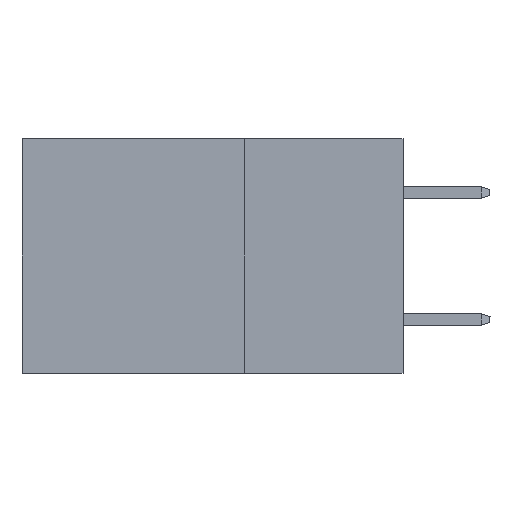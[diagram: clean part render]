
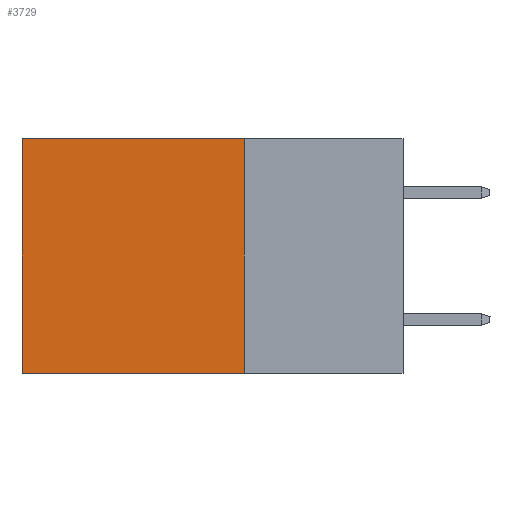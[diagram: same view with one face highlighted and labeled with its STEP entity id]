
A CAD part, left-side view. The second image highlights one B-rep face of the part: STEP entity #3729.
In plain terms, the highlighted planar face has unit normal (-1, 0, 0).
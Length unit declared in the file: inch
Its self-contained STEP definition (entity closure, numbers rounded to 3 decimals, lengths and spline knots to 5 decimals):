
#521 = VECTOR ( 'NONE', #17445, 39.37008 ) ;
#1577 = VERTEX_POINT ( 'NONE', #1685 ) ;
#1685 = CARTESIAN_POINT ( 'NONE',  ( 0.2875, 0.6, 0. ) ) ;
#2547 = CARTESIAN_POINT ( 'NONE',  ( 0.2875, 0.6, -0.37 ) ) ;
#3067 = DIRECTION ( 'NONE',  ( 0., 1., 0. ) ) ;
#3729 = ADVANCED_FACE ( 'NONE', ( #6362 ), #23059, .F. ) ;
#4318 = DIRECTION ( 'NONE',  ( 0., 0., -1. ) ) ;
#4517 = CARTESIAN_POINT ( 'NONE',  ( 0.2875, 0.25, 0. ) ) ;
#5801 = DIRECTION ( 'NONE',  ( 1., 0., 0. ) ) ;
#5935 = ORIENTED_EDGE ( 'NONE', *, *, #24640, .T. ) ;
#6362 = FACE_OUTER_BOUND ( 'NONE', #24284, .T. ) ;
#6370 = VECTOR ( 'NONE', #4318, 39.37008 ) ;
#8022 = VECTOR ( 'NONE', #3067, 39.37008 ) ;
#8942 = CARTESIAN_POINT ( 'NONE',  ( 0.2875, 0.25, 0. ) ) ;
#10298 = LINE ( 'NONE', #33478, #27431 ) ;
#11492 = CARTESIAN_POINT ( 'NONE',  ( 0.2875, 0.25, 0. ) ) ;
#11605 = ORIENTED_EDGE ( 'NONE', *, *, #14695, .T. ) ;
#11939 = CARTESIAN_POINT ( 'NONE',  ( 0.2875, 0.6, 0. ) ) ;
#13347 = DIRECTION ( 'NONE',  ( 0., 1., 0. ) ) ;
#14695 = EDGE_CURVE ( 'NONE', #1577, #27088, #31897, .T. ) ;
#16167 = VERTEX_POINT ( 'NONE', #27877 ) ;
#17445 = DIRECTION ( 'NONE',  ( 0., 0., -1. ) ) ;
#17932 = DIRECTION ( 'NONE',  ( 0., 0., -1. ) ) ;
#19855 = ORIENTED_EDGE ( 'NONE', *, *, #20712, .F. ) ;
#20712 = EDGE_CURVE ( 'NONE', #16167, #27088, #10298, .T. ) ;
#20907 = LINE ( 'NONE', #8942, #8022 ) ;
#23059 = PLANE ( 'NONE',  #37180 ) ;
#24284 = EDGE_LOOP ( 'NONE', ( #11605, #19855, #37058, #5935 ) ) ;
#24640 = EDGE_CURVE ( 'NONE', #30317, #1577, #20907, .T. ) ;
#27088 = VERTEX_POINT ( 'NONE', #2547 ) ;
#27431 = VECTOR ( 'NONE', #13347, 39.37008 ) ;
#27678 = LINE ( 'NONE', #4517, #6370 ) ;
#27877 = CARTESIAN_POINT ( 'NONE',  ( 0.2875, 0.25, -0.37 ) ) ;
#29400 = EDGE_CURVE ( 'NONE', #30317, #16167, #27678, .T. ) ;
#30317 = VERTEX_POINT ( 'NONE', #36133 ) ;
#31897 = LINE ( 'NONE', #11939, #521 ) ;
#33478 = CARTESIAN_POINT ( 'NONE',  ( 0.2875, 0.25, -0.37 ) ) ;
#36133 = CARTESIAN_POINT ( 'NONE',  ( 0.2875, 0.25, 0. ) ) ;
#37058 = ORIENTED_EDGE ( 'NONE', *, *, #29400, .F. ) ;
#37180 = AXIS2_PLACEMENT_3D ( 'NONE', #11492, #5801, #17932 ) ;
